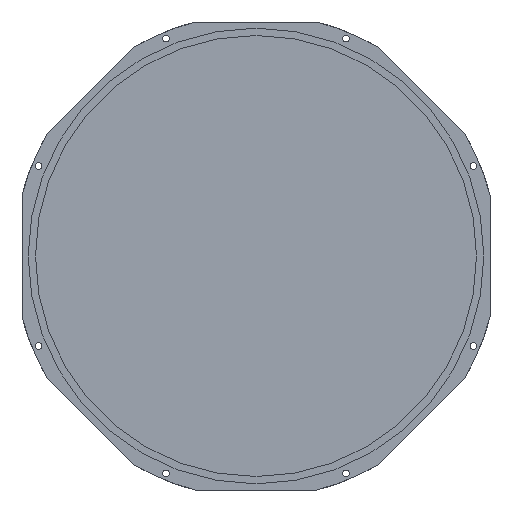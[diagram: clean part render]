
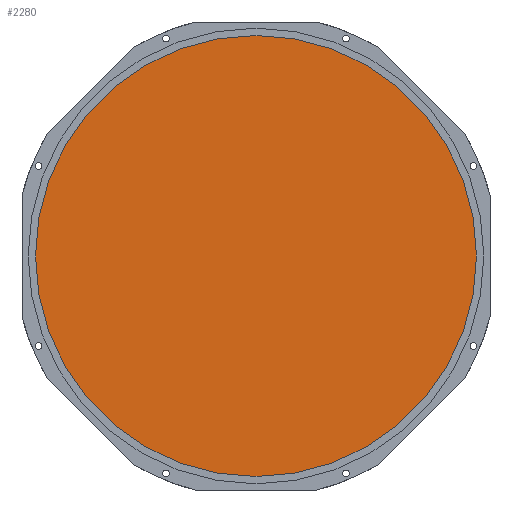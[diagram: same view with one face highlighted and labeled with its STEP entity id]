
A CAD part, front view. The second image highlights one B-rep face of the part: STEP entity #2280.
In plain terms, the highlighted planar face has unit normal (0, -1, 0).
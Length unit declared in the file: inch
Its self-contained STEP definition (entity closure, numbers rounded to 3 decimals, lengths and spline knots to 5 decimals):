
#39 = AXIS2_PLACEMENT_3D ( 'NONE', #2134, #439, #608 ) ;
#291 = CARTESIAN_POINT ( 'NONE',  ( 0., 0., 0. ) ) ;
#384 = VERTEX_POINT ( 'NONE', #1360 ) ;
#439 = DIRECTION ( 'NONE',  ( 0., -1., 0. ) ) ;
#504 = FACE_OUTER_BOUND ( 'NONE', #2088, .T. ) ;
#608 = DIRECTION ( 'NONE',  ( 0., 0., -1. ) ) ;
#905 = PLANE ( 'NONE',  #1597 ) ;
#911 = EDGE_CURVE ( 'NONE', #384, #1108, #1960, .T. ) ;
#1064 = CARTESIAN_POINT ( 'NONE',  ( 0., 0., -4.5375 ) ) ;
#1077 = DIRECTION ( 'NONE',  ( 0., 0., 1. ) ) ;
#1108 = VERTEX_POINT ( 'NONE', #1064 ) ;
#1242 = DIRECTION ( 'NONE',  ( 0., -1., 0. ) ) ;
#1320 = CIRCLE ( 'NONE', #2389, 4.5375 ) ;
#1360 = CARTESIAN_POINT ( 'NONE',  ( 0., 0., 4.5375 ) ) ;
#1454 = CARTESIAN_POINT ( 'NONE',  ( 0., 0., 0. ) ) ;
#1597 = AXIS2_PLACEMENT_3D ( 'NONE', #1454, #2429, #1077 ) ;
#1955 = ORIENTED_EDGE ( 'NONE', *, *, #2392, .T. ) ;
#1960 = CIRCLE ( 'NONE', #39, 4.5375 ) ;
#1999 = DIRECTION ( 'NONE',  ( 0., 0., -1. ) ) ;
#2088 = EDGE_LOOP ( 'NONE', ( #1955, #2473 ) ) ;
#2134 = CARTESIAN_POINT ( 'NONE',  ( 0., 0., 0. ) ) ;
#2280 = ADVANCED_FACE ( 'NONE', ( #504 ), #905, .F. ) ;
#2389 = AXIS2_PLACEMENT_3D ( 'NONE', #291, #1242, #1999 ) ;
#2392 = EDGE_CURVE ( 'NONE', #1108, #384, #1320, .T. ) ;
#2429 = DIRECTION ( 'NONE',  ( 0., 1., 0. ) ) ;
#2473 = ORIENTED_EDGE ( 'NONE', *, *, #911, .T. ) ;
